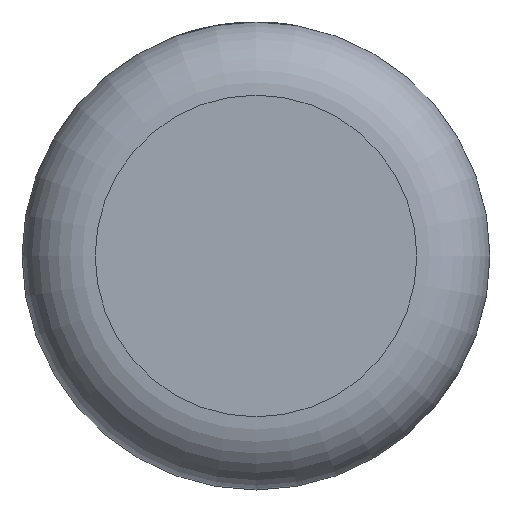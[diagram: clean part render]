
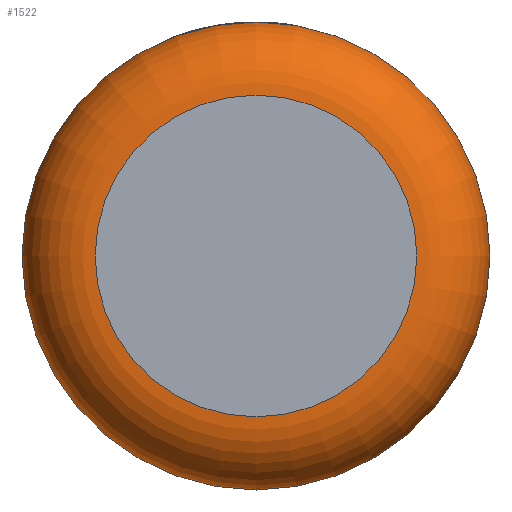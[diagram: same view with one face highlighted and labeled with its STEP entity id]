
A CAD part, left-side view. The second image highlights one B-rep face of the part: STEP entity #1522.
In plain terms, the highlighted toroidal (fillet/blend) face has major radius 1.1 mm and minor radius 0.5 mm.
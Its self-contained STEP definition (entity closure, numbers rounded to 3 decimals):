
#14=TOROIDAL_SURFACE('',#1627,1.1,0.5);
#223=FACE_OUTER_BOUND('',#313,.T.);
#313=EDGE_LOOP('',(#1147,#1148,#1149,#1150));
#590=CIRCLE('',#1616,1.1);
#593=CIRCLE('',#1628,0.5);
#594=CIRCLE('',#1629,1.6);
#654=VERTEX_POINT('',#3438);
#696=VERTEX_POINT('',#4027);
#821=EDGE_CURVE('',#654,#654,#590,.T.);
#863=EDGE_CURVE('',#654,#696,#593,.T.);
#864=EDGE_CURVE('',#696,#696,#594,.T.);
#1147=ORIENTED_EDGE('',*,*,#821,.F.);
#1148=ORIENTED_EDGE('',*,*,#863,.T.);
#1149=ORIENTED_EDGE('',*,*,#864,.T.);
#1150=ORIENTED_EDGE('',*,*,#863,.F.);
#1522=ADVANCED_FACE('',(#223),#14,.T.);
#1616=AXIS2_PLACEMENT_3D('',#3439,#1759,#1760);
#1627=AXIS2_PLACEMENT_3D('',#4026,#1789,#1790);
#1628=AXIS2_PLACEMENT_3D('',#4028,#1791,#1792);
#1629=AXIS2_PLACEMENT_3D('',#4029,#1793,#1794);
#1759=DIRECTION('center_axis',(-1.,0.,0.));
#1760=DIRECTION('ref_axis',(0.,0.,1.));
#1789=DIRECTION('center_axis',(-1.,0.,0.));
#1790=DIRECTION('ref_axis',(0.,0.,1.));
#1791=DIRECTION('center_axis',(0.,-1.,0.));
#1792=DIRECTION('ref_axis',(0.,0.,-1.));
#1793=DIRECTION('center_axis',(-1.,0.,0.));
#1794=DIRECTION('ref_axis',(0.,0.,1.));
#3438=CARTESIAN_POINT('',(-8.3,0.,-1.1));
#3439=CARTESIAN_POINT('Origin',(-8.3,0.,0.));
#4026=CARTESIAN_POINT('Origin',(-7.8,0.,0.));
#4027=CARTESIAN_POINT('',(-7.8,0.,-1.6));
#4028=CARTESIAN_POINT('Origin',(-7.8,0.,-1.1));
#4029=CARTESIAN_POINT('Origin',(-7.8,0.,0.));
